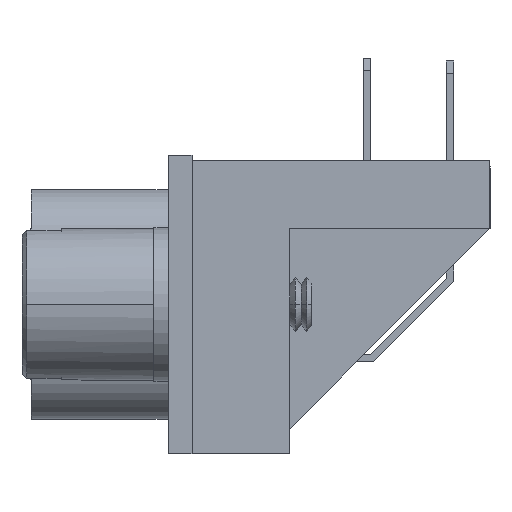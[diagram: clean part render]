
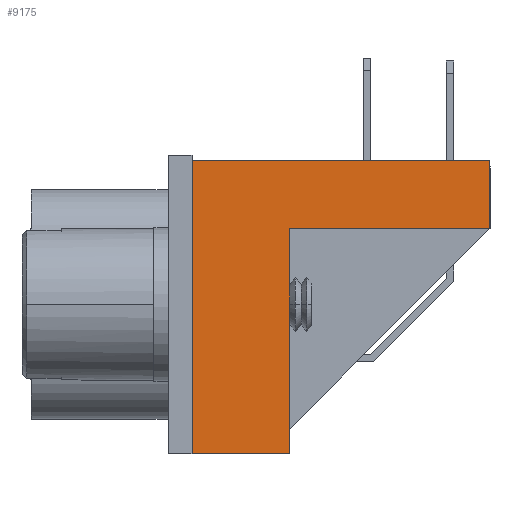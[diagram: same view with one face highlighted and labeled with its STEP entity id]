
A CAD part, left-side view. The second image highlights one B-rep face of the part: STEP entity #9175.
In plain terms, the highlighted face is planar.
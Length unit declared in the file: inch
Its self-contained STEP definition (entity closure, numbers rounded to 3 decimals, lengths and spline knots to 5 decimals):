
#8176 = EDGE_CURVE ( 'NONE', #8177, #8192, #17230, .T. ) ;
#8177 = VERTEX_POINT ( 'NONE', #17226 ) ;
#8189 = VERTEX_POINT ( 'NONE', #17269 ) ;
#8191 = EDGE_CURVE ( 'NONE', #8189, #8192, #17268, .T. ) ;
#8192 = VERTEX_POINT ( 'NONE', #17264 ) ;
#9006 = VERTEX_POINT ( 'NONE', #18685 ) ;
#9008 = EDGE_CURVE ( 'NONE', #9006, #8189, #18684, .T. ) ;
#9038 = EDGE_CURVE ( 'NONE', #9039, #8177, #18765, .T. ) ;
#9039 = VERTEX_POINT ( 'NONE', #18761 ) ;
#9152 = ORIENTED_EDGE ( 'NONE', *, *, #9153, .F. ) ;
#9153 = EDGE_CURVE ( 'NONE', #9178, #9006, #18961, .T. ) ;
#9154 = ORIENTED_EDGE ( 'NONE', *, *, #9155, .F. ) ;
#9155 = EDGE_CURVE ( 'NONE', #9039, #9178, #18957, .T. ) ;
#9156 = ORIENTED_EDGE ( 'NONE', *, *, #9038, .T. ) ;
#9157 = ORIENTED_EDGE ( 'NONE', *, *, #8176, .T. ) ;
#9158 = ORIENTED_EDGE ( 'NONE', *, *, #8191, .F. ) ;
#9175 = ADVANCED_FACE ( 'NONE', ( #18988 ), #18987, .F. ) ;
#9176 = EDGE_LOOP ( 'NONE', ( #9177, #9152, #9154, #9156, #9157, #9158 ) ) ;
#9177 = ORIENTED_EDGE ( 'NONE', *, *, #9008, .F. ) ;
#9178 = VERTEX_POINT ( 'NONE', #18982 ) ;
#17226 = CARTESIAN_POINT ( 'NONE',  ( 1.079, 0., 0.305 ) ) ;
#17227 = DIRECTION ( 'NONE',  ( 0., 0., -1. ) ) ;
#17228 = VECTOR ( 'NONE', #17227, 39.37008 ) ;
#17229 = CARTESIAN_POINT ( 'NONE',  ( 1.079, 0., -0.305 ) ) ;
#17230 = LINE ( 'NONE', #17229, #17228 ) ;
#17264 = CARTESIAN_POINT ( 'NONE',  ( 1.079, 0., -0.305 ) ) ;
#17265 = DIRECTION ( 'NONE',  ( 0., -1., 0. ) ) ;
#17266 = VECTOR ( 'NONE', #17265, 39.37008 ) ;
#17267 = CARTESIAN_POINT ( 'NONE',  ( 1.079, 0.6, -0.305 ) ) ;
#17268 = LINE ( 'NONE', #17267, #17266 ) ;
#17269 = CARTESIAN_POINT ( 'NONE',  ( 1.079, 0.6, -0.305 ) ) ;
#18681 = DIRECTION ( 'NONE',  ( 0., 0., -1. ) ) ;
#18682 = VECTOR ( 'NONE', #18681, 39.37008 ) ;
#18683 = CARTESIAN_POINT ( 'NONE',  ( 1.079, 0.6, -0.305 ) ) ;
#18684 = LINE ( 'NONE', #18683, #18682 ) ;
#18685 = CARTESIAN_POINT ( 'NONE',  ( 1.079, 0.6, -0.105 ) ) ;
#18761 = CARTESIAN_POINT ( 'NONE',  ( 1.079, 0.14, 0.305 ) ) ;
#18762 = DIRECTION ( 'NONE',  ( 0., -1., 0. ) ) ;
#18763 = VECTOR ( 'NONE', #18762, 39.37008 ) ;
#18764 = CARTESIAN_POINT ( 'NONE',  ( 1.079, 0.6, 0.305 ) ) ;
#18765 = LINE ( 'NONE', #18764, #18763 ) ;
#18954 = DIRECTION ( 'NONE',  ( 0., 0., -1. ) ) ;
#18955 = VECTOR ( 'NONE', #18954, 39.37008 ) ;
#18956 = CARTESIAN_POINT ( 'NONE',  ( 1.079, 0.14, 0.305 ) ) ;
#18957 = LINE ( 'NONE', #18956, #18955 ) ;
#18958 = DIRECTION ( 'NONE',  ( 0., 1., 0. ) ) ;
#18959 = VECTOR ( 'NONE', #18958, 39.37008 ) ;
#18960 = CARTESIAN_POINT ( 'NONE',  ( 1.079, 0.14, -0.105 ) ) ;
#18961 = LINE ( 'NONE', #18960, #18959 ) ;
#18982 = CARTESIAN_POINT ( 'NONE',  ( 1.079, 0.14, -0.105 ) ) ;
#18983 = DIRECTION ( 'NONE',  ( 0., 0., 1. ) ) ;
#18984 = DIRECTION ( 'NONE',  ( -1., 0., 0. ) ) ;
#18985 = CARTESIAN_POINT ( 'NONE',  ( 1.079, 0.6, -0.305 ) ) ;
#18986 = AXIS2_PLACEMENT_3D ( 'NONE', #18985, #18984, #18983 ) ;
#18987 = PLANE ( 'NONE',  #18986 ) ;
#18988 = FACE_OUTER_BOUND ( 'NONE', #9176, .T. ) ;
